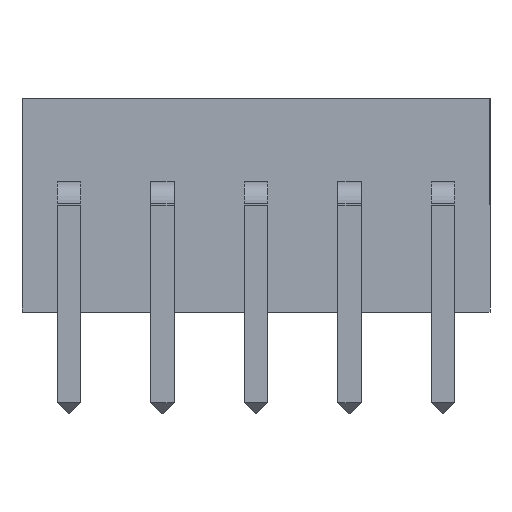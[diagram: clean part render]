
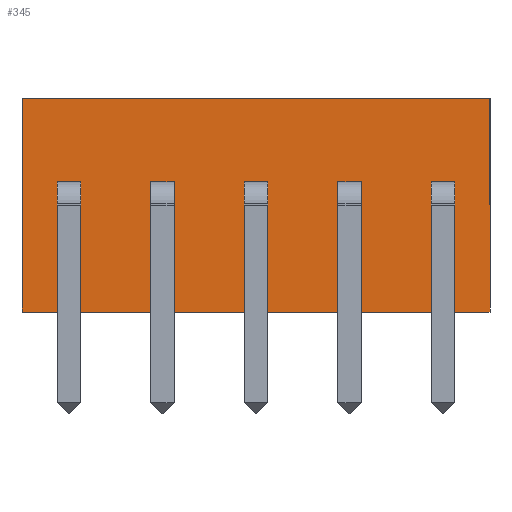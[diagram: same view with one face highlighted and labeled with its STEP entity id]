
A CAD part, left-side view. The second image highlights one B-rep face of the part: STEP entity #345.
In plain terms, the highlighted planar face has unit normal (-1, 0, 0).
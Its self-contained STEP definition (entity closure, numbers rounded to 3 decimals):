
#22 = VERTEX_POINT('',#23);
#23 = CARTESIAN_POINT('',(0.,0.,0.));
#31 = EDGE_CURVE('',#22,#32,#34,.T.);
#32 = VERTEX_POINT('',#33);
#33 = CARTESIAN_POINT('',(0.,0.,5.8)
  );
#34 = LINE('',#35,#36);
#35 = CARTESIAN_POINT('',(0.,0.,0.));
#36 = VECTOR('',#37,1.);
#37 = DIRECTION('',(0.,0.,1.));
#61 = EDGE_CURVE('',#22,#62,#64,.T.);
#62 = VERTEX_POINT('',#63);
#63 = CARTESIAN_POINT('',(0.,12.7,0.)
  );
#64 = LINE('',#65,#66);
#65 = CARTESIAN_POINT('',(0.,0.,0.));
#66 = VECTOR('',#67,1.);
#67 = DIRECTION('',(0.,1.,0.));
#325 = EDGE_CURVE('',#32,#326,#328,.T.);
#326 = VERTEX_POINT('',#327);
#327 = CARTESIAN_POINT('',(0.,12.7,5.8));
#328 = LINE('',#329,#330);
#329 = CARTESIAN_POINT('',(0.,0.,5.8)
  );
#330 = VECTOR('',#331,1.);
#331 = DIRECTION('',(0.,1.,0.));
#345 = ADVANCED_FACE('',(#346,#357,#391,#425,#459,#493),#527,.F.);
#346 = FACE_BOUND('',#347,.F.);
#347 = EDGE_LOOP('',(#348,#349,#350,#356));
#348 = ORIENTED_EDGE('',*,*,#31,.F.);
#349 = ORIENTED_EDGE('',*,*,#61,.T.);
#350 = ORIENTED_EDGE('',*,*,#351,.T.);
#351 = EDGE_CURVE('',#62,#326,#352,.T.);
#352 = LINE('',#353,#354);
#353 = CARTESIAN_POINT('',(0.,12.7,0.
    ));
#354 = VECTOR('',#355,1.);
#355 = DIRECTION('',(0.,0.,1.));
#356 = ORIENTED_EDGE('',*,*,#325,.F.);
#357 = FACE_BOUND('',#358,.F.);
#358 = EDGE_LOOP('',(#359,#369,#377,#385));
#359 = ORIENTED_EDGE('',*,*,#360,.F.);
#360 = EDGE_CURVE('',#361,#363,#365,.T.);
#361 = VERTEX_POINT('',#362);
#362 = CARTESIAN_POINT('',(0.,1.59,2.9));
#363 = VERTEX_POINT('',#364);
#364 = CARTESIAN_POINT('',(0.,1.59,3.54));
#365 = LINE('',#366,#367);
#366 = CARTESIAN_POINT('',(0.,1.59,1.45));
#367 = VECTOR('',#368,1.);
#368 = DIRECTION('',(0.,0.,1.));
#369 = ORIENTED_EDGE('',*,*,#370,.T.);
#370 = EDGE_CURVE('',#361,#371,#373,.T.);
#371 = VERTEX_POINT('',#372);
#372 = CARTESIAN_POINT('',(0.,0.95,2.9));
#373 = LINE('',#374,#375);
#374 = CARTESIAN_POINT('',(0.,0.475,2.9));
#375 = VECTOR('',#376,1.);
#376 = DIRECTION('',(0.,-1.,0.));
#377 = ORIENTED_EDGE('',*,*,#378,.T.);
#378 = EDGE_CURVE('',#371,#379,#381,.T.);
#379 = VERTEX_POINT('',#380);
#380 = CARTESIAN_POINT('',(0.,0.95,3.54));
#381 = LINE('',#382,#383);
#382 = CARTESIAN_POINT('',(0.,0.95,1.45));
#383 = VECTOR('',#384,1.);
#384 = DIRECTION('',(0.,0.,1.));
#385 = ORIENTED_EDGE('',*,*,#386,.F.);
#386 = EDGE_CURVE('',#363,#379,#387,.T.);
#387 = LINE('',#388,#389);
#388 = CARTESIAN_POINT('',(0.,0.475,3.54));
#389 = VECTOR('',#390,1.);
#390 = DIRECTION('',(0.,-1.,0.));
#391 = FACE_BOUND('',#392,.F.);
#392 = EDGE_LOOP('',(#393,#403,#411,#419));
#393 = ORIENTED_EDGE('',*,*,#394,.F.);
#394 = EDGE_CURVE('',#395,#397,#399,.T.);
#395 = VERTEX_POINT('',#396);
#396 = CARTESIAN_POINT('',(0.,4.13,2.9));
#397 = VERTEX_POINT('',#398);
#398 = CARTESIAN_POINT('',(0.,4.13,3.54));
#399 = LINE('',#400,#401);
#400 = CARTESIAN_POINT('',(0.,4.13,1.45));
#401 = VECTOR('',#402,1.);
#402 = DIRECTION('',(0.,0.,1.));
#403 = ORIENTED_EDGE('',*,*,#404,.T.);
#404 = EDGE_CURVE('',#395,#405,#407,.T.);
#405 = VERTEX_POINT('',#406);
#406 = CARTESIAN_POINT('',(0.,3.49,2.9));
#407 = LINE('',#408,#409);
#408 = CARTESIAN_POINT('',(0.,1.745,2.9));
#409 = VECTOR('',#410,1.);
#410 = DIRECTION('',(0.,-1.,0.));
#411 = ORIENTED_EDGE('',*,*,#412,.T.);
#412 = EDGE_CURVE('',#405,#413,#415,.T.);
#413 = VERTEX_POINT('',#414);
#414 = CARTESIAN_POINT('',(0.,3.49,3.54));
#415 = LINE('',#416,#417);
#416 = CARTESIAN_POINT('',(0.,3.49,1.45));
#417 = VECTOR('',#418,1.);
#418 = DIRECTION('',(0.,0.,1.));
#419 = ORIENTED_EDGE('',*,*,#420,.F.);
#420 = EDGE_CURVE('',#397,#413,#421,.T.);
#421 = LINE('',#422,#423);
#422 = CARTESIAN_POINT('',(0.,1.745,3.54));
#423 = VECTOR('',#424,1.);
#424 = DIRECTION('',(0.,-1.,0.));
#425 = FACE_BOUND('',#426,.F.);
#426 = EDGE_LOOP('',(#427,#437,#445,#453));
#427 = ORIENTED_EDGE('',*,*,#428,.F.);
#428 = EDGE_CURVE('',#429,#431,#433,.T.);
#429 = VERTEX_POINT('',#430);
#430 = CARTESIAN_POINT('',(0.,9.21,2.9));
#431 = VERTEX_POINT('',#432);
#432 = CARTESIAN_POINT('',(0.,9.21,3.54));
#433 = LINE('',#434,#435);
#434 = CARTESIAN_POINT('',(0.,9.21,1.45));
#435 = VECTOR('',#436,1.);
#436 = DIRECTION('',(0.,0.,1.));
#437 = ORIENTED_EDGE('',*,*,#438,.T.);
#438 = EDGE_CURVE('',#429,#439,#441,.T.);
#439 = VERTEX_POINT('',#440);
#440 = CARTESIAN_POINT('',(0.,8.57,2.9));
#441 = LINE('',#442,#443);
#442 = CARTESIAN_POINT('',(0.,4.285,2.9));
#443 = VECTOR('',#444,1.);
#444 = DIRECTION('',(0.,-1.,0.));
#445 = ORIENTED_EDGE('',*,*,#446,.T.);
#446 = EDGE_CURVE('',#439,#447,#449,.T.);
#447 = VERTEX_POINT('',#448);
#448 = CARTESIAN_POINT('',(0.,8.57,3.54));
#449 = LINE('',#450,#451);
#450 = CARTESIAN_POINT('',(0.,8.57,1.45));
#451 = VECTOR('',#452,1.);
#452 = DIRECTION('',(0.,0.,1.));
#453 = ORIENTED_EDGE('',*,*,#454,.F.);
#454 = EDGE_CURVE('',#431,#447,#455,.T.);
#455 = LINE('',#456,#457);
#456 = CARTESIAN_POINT('',(0.,4.285,3.54));
#457 = VECTOR('',#458,1.);
#458 = DIRECTION('',(0.,-1.,0.));
#459 = FACE_BOUND('',#460,.F.);
#460 = EDGE_LOOP('',(#461,#471,#479,#487));
#461 = ORIENTED_EDGE('',*,*,#462,.F.);
#462 = EDGE_CURVE('',#463,#465,#467,.T.);
#463 = VERTEX_POINT('',#464);
#464 = CARTESIAN_POINT('',(0.,6.67,3.54));
#465 = VERTEX_POINT('',#466);
#466 = CARTESIAN_POINT('',(0.,6.03,3.54));
#467 = LINE('',#468,#469);
#468 = CARTESIAN_POINT('',(0.,3.015,3.54));
#469 = VECTOR('',#470,1.);
#470 = DIRECTION('',(0.,-1.,0.));
#471 = ORIENTED_EDGE('',*,*,#472,.F.);
#472 = EDGE_CURVE('',#473,#463,#475,.T.);
#473 = VERTEX_POINT('',#474);
#474 = CARTESIAN_POINT('',(0.,6.67,2.9));
#475 = LINE('',#476,#477);
#476 = CARTESIAN_POINT('',(0.,6.67,1.45));
#477 = VECTOR('',#478,1.);
#478 = DIRECTION('',(0.,0.,1.));
#479 = ORIENTED_EDGE('',*,*,#480,.T.);
#480 = EDGE_CURVE('',#473,#481,#483,.T.);
#481 = VERTEX_POINT('',#482);
#482 = CARTESIAN_POINT('',(0.,6.03,2.9));
#483 = LINE('',#484,#485);
#484 = CARTESIAN_POINT('',(0.,3.015,2.9));
#485 = VECTOR('',#486,1.);
#486 = DIRECTION('',(0.,-1.,0.));
#487 = ORIENTED_EDGE('',*,*,#488,.T.);
#488 = EDGE_CURVE('',#481,#465,#489,.T.);
#489 = LINE('',#490,#491);
#490 = CARTESIAN_POINT('',(0.,6.03,1.45));
#491 = VECTOR('',#492,1.);
#492 = DIRECTION('',(0.,0.,1.));
#493 = FACE_BOUND('',#494,.F.);
#494 = EDGE_LOOP('',(#495,#505,#513,#521));
#495 = ORIENTED_EDGE('',*,*,#496,.F.);
#496 = EDGE_CURVE('',#497,#499,#501,.T.);
#497 = VERTEX_POINT('',#498);
#498 = CARTESIAN_POINT('',(0.,11.75,2.9));
#499 = VERTEX_POINT('',#500);
#500 = CARTESIAN_POINT('',(0.,11.75,3.54));
#501 = LINE('',#502,#503);
#502 = CARTESIAN_POINT('',(0.,11.75,1.45));
#503 = VECTOR('',#504,1.);
#504 = DIRECTION('',(0.,0.,1.));
#505 = ORIENTED_EDGE('',*,*,#506,.T.);
#506 = EDGE_CURVE('',#497,#507,#509,.T.);
#507 = VERTEX_POINT('',#508);
#508 = CARTESIAN_POINT('',(0.,11.11,2.9));
#509 = LINE('',#510,#511);
#510 = CARTESIAN_POINT('',(0.,5.555,2.9));
#511 = VECTOR('',#512,1.);
#512 = DIRECTION('',(0.,-1.,0.));
#513 = ORIENTED_EDGE('',*,*,#514,.T.);
#514 = EDGE_CURVE('',#507,#515,#517,.T.);
#515 = VERTEX_POINT('',#516);
#516 = CARTESIAN_POINT('',(0.,11.11,3.54));
#517 = LINE('',#518,#519);
#518 = CARTESIAN_POINT('',(0.,11.11,1.45));
#519 = VECTOR('',#520,1.);
#520 = DIRECTION('',(0.,0.,1.));
#521 = ORIENTED_EDGE('',*,*,#522,.F.);
#522 = EDGE_CURVE('',#499,#515,#523,.T.);
#523 = LINE('',#524,#525);
#524 = CARTESIAN_POINT('',(0.,5.555,3.54));
#525 = VECTOR('',#526,1.);
#526 = DIRECTION('',(0.,-1.,0.));
#527 = PLANE('',#528);
#528 = AXIS2_PLACEMENT_3D('',#529,#530,#531);
#529 = CARTESIAN_POINT('',(0.,0.,0.));
#530 = DIRECTION('',(1.,0.,0.));
#531 = DIRECTION('',(0.,1.,0.));
